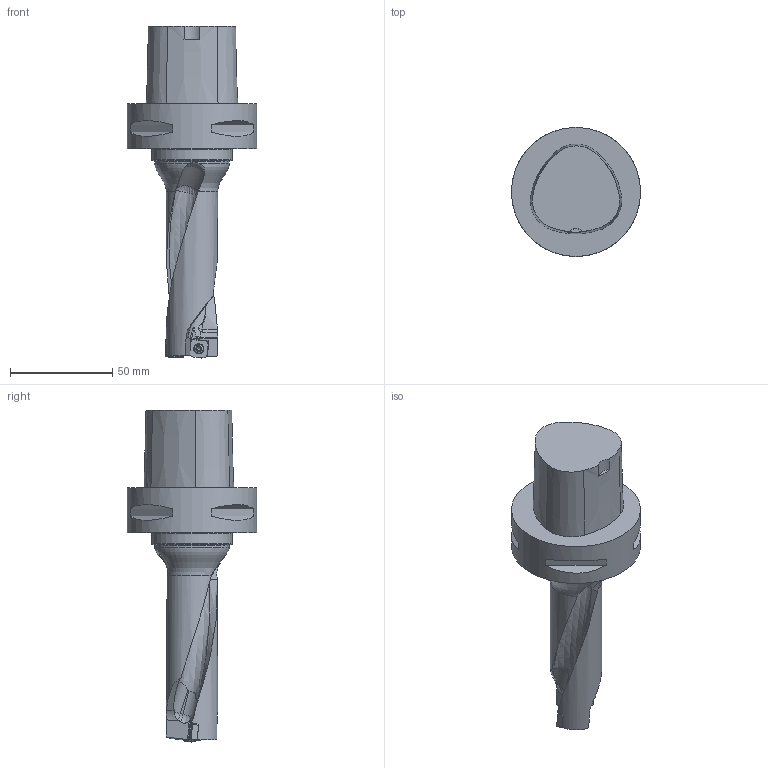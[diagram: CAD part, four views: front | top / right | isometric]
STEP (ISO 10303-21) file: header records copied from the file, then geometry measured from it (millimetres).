
FILE_DESCRIPTION(/* description */ (''),/* implementation_level */ '2;1');
FILE_NAME(/* name */ 'toolassembly_1.stp',/* time_stamp */ '2020-07-08T12:39:28+02:00',/* author */ (''),/* organization */ ('SMS'),/* preprocessor_version */ 'ST-DEVELOPER v16.7',/* originating_system */ 'SIEMENS PLM Software NX 12.0',/* authorisation */ '');
FILE_SCHEMA (('AUTOMOTIVE_DESIGN { 1 0 10303 214 3 1 1 1 }'));
Length unit declared in the file: millimetre
Products named in the file (5): CUT_20200708123635; CUT_20200708123632; NOCUT_20200708123622; ASSEMBLY_CONSTRUCTION; TOOLASSEMBLY_1
Assembly tree (4 placements, depth 2):
  TOOLASSEMBLY_1
    ASSEMBLY_CONSTRUCTION
    NOCUT_20200708123622
    CUT_20200708123632
    CUT_20200708123635
Bounding box: 63 x 63 x 162 mm (x, y, z)
Volume: 159541.5 mm3; surface area: 26576.3 mm2
Topology: 3 solids, 4 shells, 277 faces, 726 edges, 467 vertices
Faces by surface type: plane 106, cylinder 63, cone 30, bspline 27, extrusion 24, torus 13, sphere 12, revolution 2
Full cylindrical faces by diameter (mm): 2.5 x1, 3.2 x2, 4.4 x2, 36.5 x1, 39.5 x1, 63 x1
Entity records: 12115 total; most frequent: CARTESIAN_POINT 5492, ORIENTED_EDGE 1340, DIRECTION 1288, EDGE_CURVE 670, AXIS2_PLACEMENT_3D 510, VERTEX_POINT 445, EDGE_LOOP 325, ADVANCED_FACE 277
